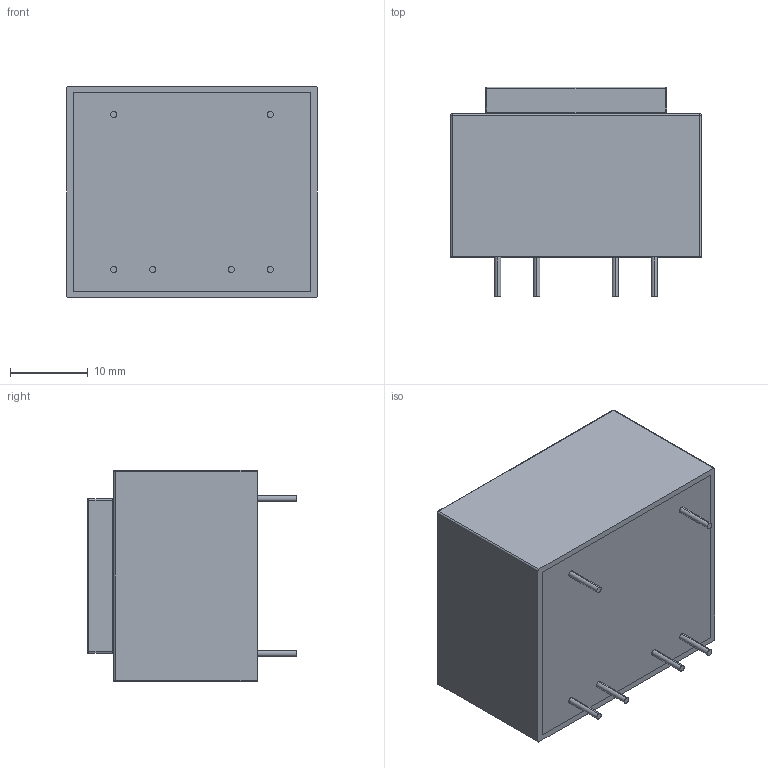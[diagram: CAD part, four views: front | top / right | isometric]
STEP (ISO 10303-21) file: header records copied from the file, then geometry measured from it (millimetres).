
FILE_DESCRIPTION (( 'STEP AP214' ), '1' );
FILE_NAME ('873901.STEP', '2024-04-30T12:38:19', ( '' ), ( '' ), 'SwSTEP 2.0', 'SolidWorks 2022', '' );
FILE_SCHEMA (( 'AUTOMOTIVE_DESIGN' ));
Length unit declared in the file: millimetre
Products named in the file (1): 873901
Bounding box: 32.3 x 27 x 27.3 mm (x, y, z)
Volume: 17917.9 mm3; surface area: 4308.2 mm2
Topology: 1 solids, 1 shells, 62 faces, 136 edges, 76 vertices
Faces by surface type: cylinder 32, plane 18, sphere 8, torus 4
Entity records: 1670 total; most frequent: DIRECTION 322, CARTESIAN_POINT 267, ORIENTED_EDGE 256, AXIS2_PLACEMENT_3D 131, EDGE_CURVE 128, VERTEX_POINT 76, EDGE_LOOP 70, CIRCLE 68
